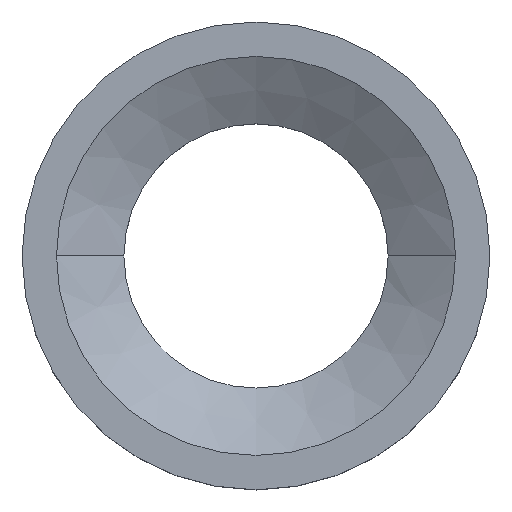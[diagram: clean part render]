
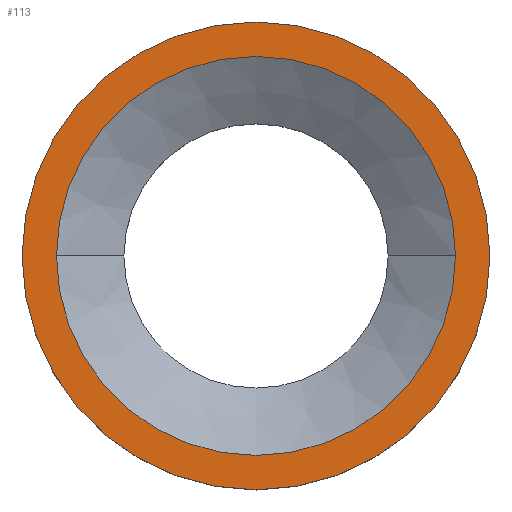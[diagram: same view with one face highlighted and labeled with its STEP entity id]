
A CAD part, top view. The second image highlights one B-rep face of the part: STEP entity #113.
In plain terms, the highlighted planar face has unit normal (0, 0, 1).
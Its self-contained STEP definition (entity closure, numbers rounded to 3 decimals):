
#67=VERTEX_POINT('',#154);
#71=EDGE_CURVE('',#79,#93,#158,.T.);
#75=EDGE_CURVE('',#67,#123,#162,.T.);
#79=VERTEX_POINT('',#166);
#93=VERTEX_POINT('',#181);
#95=EDGE_CURVE('',#93,#79,#183,.T.);
#113=ADVANCED_FACE('',(#205,#206),#207,.T.);
#123=VERTEX_POINT('',#218);
#125=EDGE_CURVE('',#123,#67,#220,.T.);
#154=CARTESIAN_POINT('',(8.5,0.,3.5));
#158=CIRCLE('',#248,7.25);
#162=CIRCLE('',#255,8.5);
#166=CARTESIAN_POINT('',(7.25,0.,3.5));
#181=CARTESIAN_POINT('',(-7.25,0.,3.5));
#183=CIRCLE('',#282,7.25);
#205=FACE_OUTER_BOUND('',#308,.T.);
#206=FACE_BOUND('',#309,.T.);
#207=PLANE('',#310);
#218=CARTESIAN_POINT('',(-8.5,0.,3.5));
#220=CIRCLE('',#327,8.5);
#248=AXIS2_PLACEMENT_3D('',#348,#349,#350);
#255=AXIS2_PLACEMENT_3D('',#352,#353,#354);
#282=AXIS2_PLACEMENT_3D('',#368,#369,#370);
#308=EDGE_LOOP('',(#403,#404));
#309=EDGE_LOOP('',(#405,#406));
#310=AXIS2_PLACEMENT_3D('',#407,#408,#409);
#327=AXIS2_PLACEMENT_3D('',#422,#423,#424);
#348=CARTESIAN_POINT('',(0.,0.,3.5));
#349=DIRECTION('',(-0.0,0.0,-1.0));
#350=DIRECTION('',(-1.0,0.,0.0));
#352=CARTESIAN_POINT('',(0.,0.,3.5));
#353=DIRECTION('',(-0.0,0.0,-1.0));
#354=DIRECTION('',(-1.0,0.,0.0));
#368=CARTESIAN_POINT('',(0.,0.,3.5));
#369=DIRECTION('',(-0.0,0.0,-1.0));
#370=DIRECTION('',(-1.0,0.,0.0));
#403=ORIENTED_EDGE('',*,*,#125,.F.);
#404=ORIENTED_EDGE('',*,*,#75,.F.);
#405=ORIENTED_EDGE('',*,*,#95,.T.);
#406=ORIENTED_EDGE('',*,*,#71,.T.);
#407=CARTESIAN_POINT('',(-7.875,0.,3.5));
#408=DIRECTION('',(0.0,0.0,1.0));
#409=DIRECTION('',(-1.0,0.,0.0));
#422=CARTESIAN_POINT('',(0.,0.,3.5));
#423=DIRECTION('',(-0.0,0.0,-1.0));
#424=DIRECTION('',(-1.0,0.,0.0));
